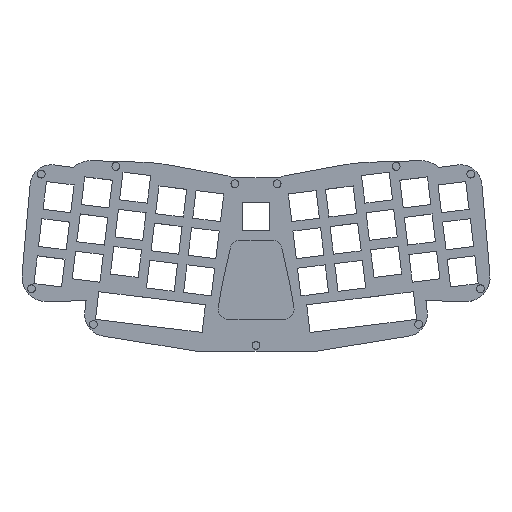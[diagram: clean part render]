
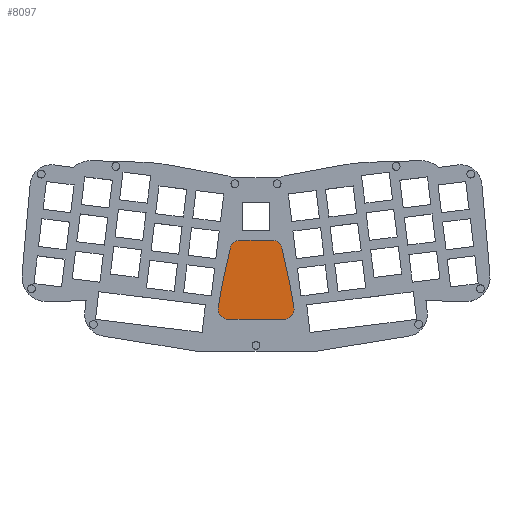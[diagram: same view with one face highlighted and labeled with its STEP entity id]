
A CAD part, top view. The second image highlights one B-rep face of the part: STEP entity #8097.
In plain terms, the highlighted planar face has unit normal (0, 0, 1).
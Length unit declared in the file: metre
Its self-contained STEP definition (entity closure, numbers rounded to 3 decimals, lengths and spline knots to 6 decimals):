
#104=CIRCLE('',#8640,0.005);
#105=CIRCLE('',#8643,0.005);
#106=CIRCLE('',#8647,0.005);
#107=CIRCLE('',#8650,0.005);
#1945=ORIENTED_EDGE('',*,*,#3341,.F.);
#1946=ORIENTED_EDGE('',*,*,#3342,.T.);
#1947=ORIENTED_EDGE('',*,*,#3325,.F.);
#1948=ORIENTED_EDGE('',*,*,#3327,.F.);
#1949=ORIENTED_EDGE('',*,*,#3329,.T.);
#1950=ORIENTED_EDGE('',*,*,#3331,.F.);
#1951=ORIENTED_EDGE('',*,*,#3333,.T.);
#1952=ORIENTED_EDGE('',*,*,#3335,.T.);
#1953=ORIENTED_EDGE('',*,*,#3337,.F.);
#1954=ORIENTED_EDGE('',*,*,#3339,.T.);
#3325=EDGE_CURVE('',#4173,#4172,#5126,.T.);
#3327=EDGE_CURVE('',#4174,#4173,#5128,.T.);
#3329=EDGE_CURVE('',#4174,#4175,#104,.T.);
#3331=EDGE_CURVE('',#4176,#4175,#5131,.F.);
#3333=EDGE_CURVE('',#4176,#4177,#105,.T.);
#3335=EDGE_CURVE('',#4177,#4178,#5134,.T.);
#3337=EDGE_CURVE('',#4179,#4178,#5136,.T.);
#3339=EDGE_CURVE('',#4179,#4180,#106,.T.);
#3341=EDGE_CURVE('',#4181,#4180,#5139,.T.);
#3342=EDGE_CURVE('',#4181,#4172,#107,.T.);
#4172=VERTEX_POINT('',#12678);
#4173=VERTEX_POINT('',#12680);
#4174=VERTEX_POINT('',#12684);
#4175=VERTEX_POINT('',#12688);
#4176=VERTEX_POINT('',#12692);
#4177=VERTEX_POINT('',#12696);
#4178=VERTEX_POINT('',#12700);
#4179=VERTEX_POINT('',#12704);
#4180=VERTEX_POINT('',#12708);
#4181=VERTEX_POINT('',#12712);
#5126=LINE('',#12681,#6170);
#5128=LINE('',#12685,#6172);
#5131=LINE('',#12693,#6175);
#5134=LINE('',#12701,#6178);
#5136=LINE('',#12705,#6180);
#5139=LINE('',#12713,#6183);
#6170=VECTOR('',#10355,1.);
#6172=VECTOR('',#10359,1.);
#6175=VECTOR('',#10368,1.);
#6178=VECTOR('',#10377,1.);
#6180=VECTOR('',#10381,1.);
#6183=VECTOR('',#10390,1.);
#6798=EDGE_LOOP('',(#1945,#1946,#1947,#1948,#1949,#1950,#1951,#1952,#1953,
#1954));
#7309=FACE_BOUND('',#6798,.T.);
#7682=PLANE('',#8651);
#8097=ADVANCED_FACE('',(#7309),#7682,.T.);
#8640=AXIS2_PLACEMENT_3D('',#12689,#10363,#10364);
#8643=AXIS2_PLACEMENT_3D('',#12697,#10372,#10373);
#8647=AXIS2_PLACEMENT_3D('',#12709,#10385,#10386);
#8650=AXIS2_PLACEMENT_3D('',#12715,#10393,#10394);
#8651=AXIS2_PLACEMENT_3D('',#12716,#10395,#10396);
#10355=DIRECTION('',(0.22,0.976,0.));
#10359=DIRECTION('',(0.164,0.986,0.));
#10363=DIRECTION('',(0.,0.,1.));
#10364=DIRECTION('',(1.,0.,0.));
#10368=DIRECTION('',(1.,0.,0.));
#10372=DIRECTION('',(0.,0.,1.));
#10373=DIRECTION('',(1.,0.,0.));
#10377=DIRECTION('',(-0.164,0.986,0.));
#10381=DIRECTION('',(0.219,-0.976,0.));
#10385=DIRECTION('',(0.,0.,1.));
#10386=DIRECTION('',(1.,0.,0.));
#10390=DIRECTION('',(1.,0.,0.));
#10393=DIRECTION('',(0.,0.,1.));
#10394=DIRECTION('',(1.,0.,0.));
#10395=DIRECTION('',(0.,0.,1.));
#10396=DIRECTION('',(1.,0.,0.));
#12678=CARTESIAN_POINT('',(-0.013098,0.00287,0.0025));
#12680=CARTESIAN_POINT('',(-0.017133,-0.015046,0.0025));
#12681=CARTESIAN_POINT('',(-0.015115,-0.006088,0.0025));
#12684=CARTESIAN_POINT('',(-0.019213,-0.027553,0.0025));
#12685=CARTESIAN_POINT('',(-0.018173,-0.021299,0.0025));
#12688=CARTESIAN_POINT('',(-0.014281,-0.033373,0.0025));
#12689=CARTESIAN_POINT('',(-0.014281,-0.028373,0.0025));
#12692=CARTESIAN_POINT('',(0.014361,-0.033373,0.0025));
#12693=CARTESIAN_POINT('',(0.,-0.033373,0.0025));
#12696=CARTESIAN_POINT('',(0.019293,-0.027553,0.0025));
#12697=CARTESIAN_POINT('',(0.014361,-0.028373,0.0025));
#12700=CARTESIAN_POINT('',(0.017213,-0.015046,0.0025));
#12701=CARTESIAN_POINT('',(0.018253,-0.021299,0.0025));
#12704=CARTESIAN_POINT('',(0.013183,0.002869,0.0025));
#12705=CARTESIAN_POINT('',(0.015198,-0.006089,0.0025));
#12708=CARTESIAN_POINT('',(0.008305,0.006771,0.0025));
#12709=CARTESIAN_POINT('',(0.008305,0.001771,0.0025));
#12712=CARTESIAN_POINT('',(-0.00822,0.006771,0.0025));
#12713=CARTESIAN_POINT('',(0.,0.006771,0.0025));
#12715=CARTESIAN_POINT('',(-0.00822,0.001771,0.0025));
#12716=CARTESIAN_POINT('',(0.,-0.001194,0.0025));
